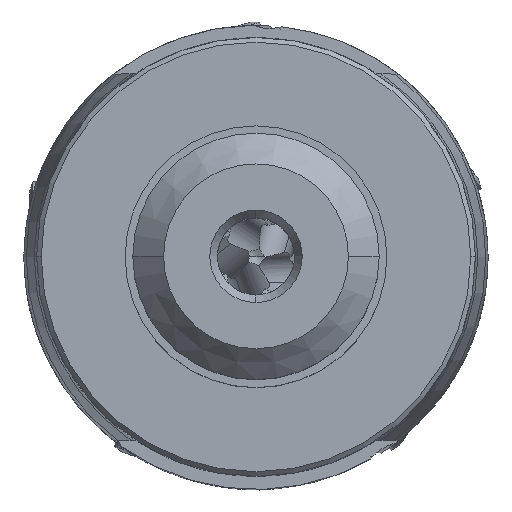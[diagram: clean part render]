
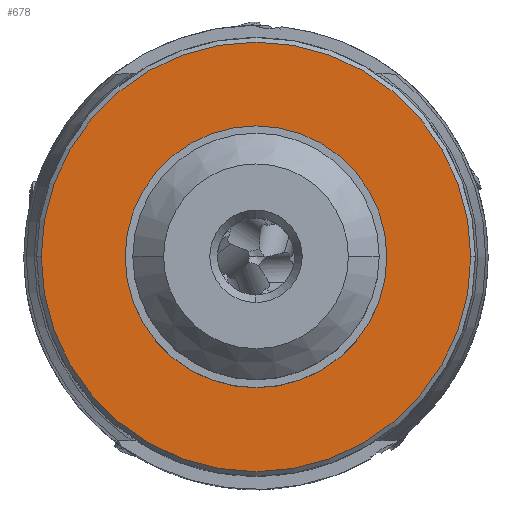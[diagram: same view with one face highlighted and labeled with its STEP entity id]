
A CAD part, top view. The second image highlights one B-rep face of the part: STEP entity #678.
In plain terms, the highlighted planar face has unit normal (0, 0, 1).
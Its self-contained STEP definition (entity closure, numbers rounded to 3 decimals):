
#106=FACE_BOUND('',#1995,.T.);
#107=FACE_BOUND('',#1996,.T.);
#395=PLANE('',#10873);
#678=ADVANCED_FACE('',(#106,#107),#395,.T.);
#1995=EDGE_LOOP('',(#5496,#5497,#5498,#5499));
#1996=EDGE_LOOP('',(#5500,#5501));
#2470=CIRCLE('',#10864,8.5);
#2472=CIRCLE('',#10867,8.5);
#2473=CIRCLE('',#10869,13.95);
#2474=CIRCLE('',#10870,13.95);
#2475=CIRCLE('',#10871,13.95);
#2476=CIRCLE('',#10872,13.95);
#5496=ORIENTED_EDGE('',*,*,#9049,.F.);
#5497=ORIENTED_EDGE('',*,*,#9050,.F.);
#5498=ORIENTED_EDGE('',*,*,#9051,.F.);
#5499=ORIENTED_EDGE('',*,*,#9052,.F.);
#5500=ORIENTED_EDGE('',*,*,#9046,.F.);
#5501=ORIENTED_EDGE('',*,*,#9048,.F.);
#7752=VERTEX_POINT('',#20170);
#7753=VERTEX_POINT('',#20172);
#7754=VERTEX_POINT('',#20178);
#7755=VERTEX_POINT('',#20179);
#7756=VERTEX_POINT('',#20181);
#7757=VERTEX_POINT('',#20183);
#9046=EDGE_CURVE('',#7752,#7753,#2470,.T.);
#9048=EDGE_CURVE('',#7753,#7752,#2472,.T.);
#9049=EDGE_CURVE('',#7754,#7755,#2473,.T.);
#9050=EDGE_CURVE('',#7756,#7754,#2474,.T.);
#9051=EDGE_CURVE('',#7757,#7756,#2475,.T.);
#9052=EDGE_CURVE('',#7755,#7757,#2476,.T.);
#10864=AXIS2_PLACEMENT_3D('',#20171,#12807,#12808);
#10867=AXIS2_PLACEMENT_3D('',#20175,#12813,#12814);
#10869=AXIS2_PLACEMENT_3D('',#20177,#12817,#12818);
#10870=AXIS2_PLACEMENT_3D('',#20180,#12819,#12820);
#10871=AXIS2_PLACEMENT_3D('',#20182,#12821,#12822);
#10872=AXIS2_PLACEMENT_3D('',#20184,#12823,#12824);
#10873=AXIS2_PLACEMENT_3D('',#20185,#12825,#12826);
#12807=DIRECTION('',(0.,0.,1.));
#12808=DIRECTION('',(1.,0.,0.));
#12813=DIRECTION('',(0.,0.,1.));
#12814=DIRECTION('',(-1.,0.,0.));
#12817=DIRECTION('',(0.,0.,-1.));
#12818=DIRECTION('',(0.,1.,0.));
#12819=DIRECTION('',(0.,0.,-1.));
#12820=DIRECTION('',(-1.,0.,0.));
#12821=DIRECTION('',(0.,0.,-1.));
#12822=DIRECTION('',(0.,-1.,0.));
#12823=DIRECTION('',(0.,0.,-1.));
#12824=DIRECTION('',(1.,0.,0.));
#12825=DIRECTION('',(0.,0.,1.));
#12826=DIRECTION('',(-1.,0.,0.));
#20170=CARTESIAN_POINT('',(8.5,0.,0.));
#20171=CARTESIAN_POINT('',(0.,0.,0.));
#20172=CARTESIAN_POINT('',(-8.5,0.,0.));
#20175=CARTESIAN_POINT('',(0.,0.,0.));
#20177=CARTESIAN_POINT('',(0.,0.,0.));
#20178=CARTESIAN_POINT('',(0.,13.95,0.));
#20179=CARTESIAN_POINT('',(13.95,0.,0.));
#20180=CARTESIAN_POINT('',(0.,0.,0.));
#20181=CARTESIAN_POINT('',(-13.95,0.,0.));
#20182=CARTESIAN_POINT('',(0.,0.,0.));
#20183=CARTESIAN_POINT('',(0.,-13.95,0.));
#20184=CARTESIAN_POINT('',(0.,0.,0.));
#20185=CARTESIAN_POINT('',(0.,0.,0.));
